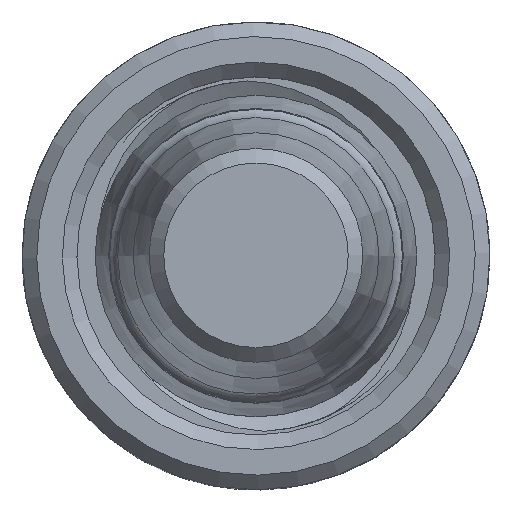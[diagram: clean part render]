
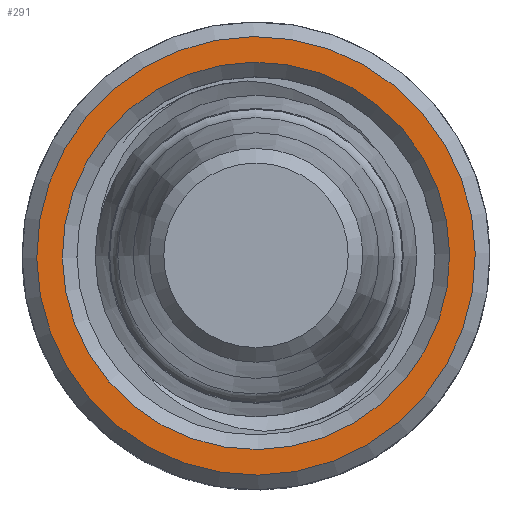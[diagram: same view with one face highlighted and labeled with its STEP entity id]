
A CAD part, top view. The second image highlights one B-rep face of the part: STEP entity #291.
In plain terms, the highlighted planar face has unit normal (0, 0, 1).
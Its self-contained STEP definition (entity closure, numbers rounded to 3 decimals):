
#94=PLANE('',#1082);
#291=ADVANCED_FACE('',(#360,#361),#94,.F.);
#360=FACE_BOUND('',#446,.T.);
#361=FACE_BOUND('',#447,.T.);
#446=EDGE_LOOP('',(#621));
#447=EDGE_LOOP('',(#622));
#621=ORIENTED_EDGE('',*,*,#911,.F.);
#622=ORIENTED_EDGE('',*,*,#912,.T.);
#804=VERTEX_POINT('',#2419);
#805=VERTEX_POINT('',#2422);
#911=EDGE_CURVE('',#804,#804,#974,.T.);
#912=EDGE_CURVE('',#805,#805,#975,.T.);
#974=CIRCLE('',#1079,6.625);
#975=CIRCLE('',#1081,7.5);
#1079=AXIS2_PLACEMENT_3D('',#2418,#1285,#1286);
#1081=AXIS2_PLACEMENT_3D('',#2421,#1289,#1290);
#1082=AXIS2_PLACEMENT_3D('',#2423,#1291,#1292);
#1285=DIRECTION('',(0.,0.,1.));
#1286=DIRECTION('',(0.509,-0.861,0.));
#1289=DIRECTION('',(0.,0.,1.));
#1290=DIRECTION('',(0.509,-0.861,0.));
#1291=DIRECTION('',(0.,0.,-1.));
#1292=DIRECTION('',(0.509,-0.861,0.));
#2418=CARTESIAN_POINT('',(0.,0.,0.));
#2419=CARTESIAN_POINT('',(3.375,-5.701,0.));
#2421=CARTESIAN_POINT('',(0.,0.,0.));
#2422=CARTESIAN_POINT('',(3.821,-6.454,0.));
#2423=CARTESIAN_POINT('',(6.454,3.821,0.));
